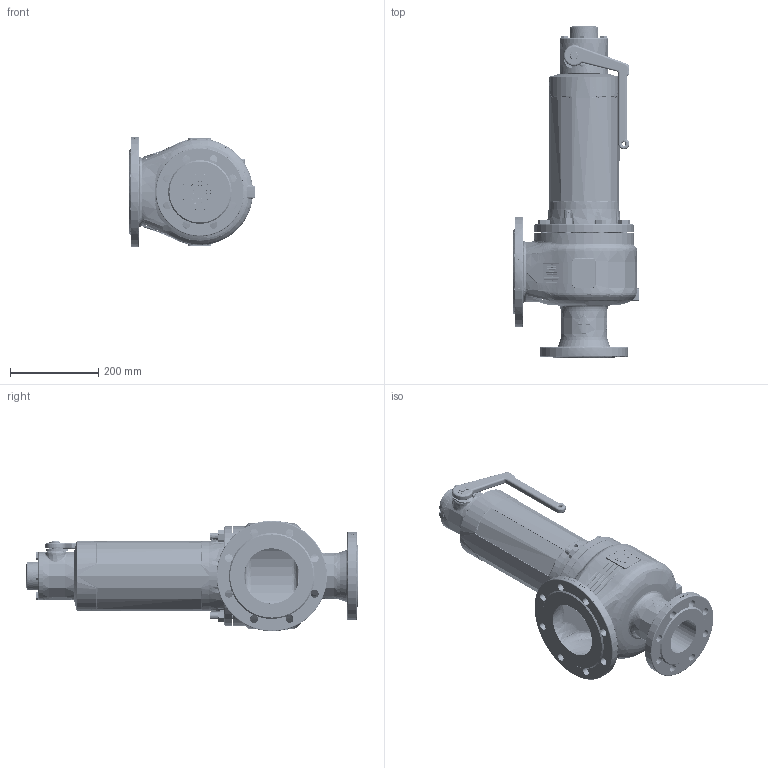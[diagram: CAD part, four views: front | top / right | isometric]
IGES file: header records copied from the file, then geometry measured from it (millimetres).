
Start section: SolidWorks IGES file using analytic representation for surfaces
Global section: file name: 455BHL_80_FLFL_80125 EPDM.IGS; native system: SolidWorks 2020; preprocessor: SolidWorks 2020; author: Hehr; date: 200820.115708; units: millimetre
Bounding box: 284 x 751 x 250 mm (x, y, z)
Surface area: 1212587.3 mm2 (no closed solid volume)
Topology: 0 solids, 0 shells, 3005 faces, 36789 edges, 36716 vertices
Faces by surface type: bspline 2081, revolution 924
